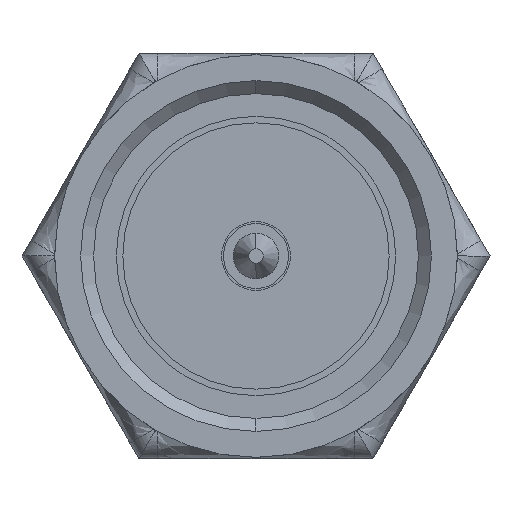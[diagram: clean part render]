
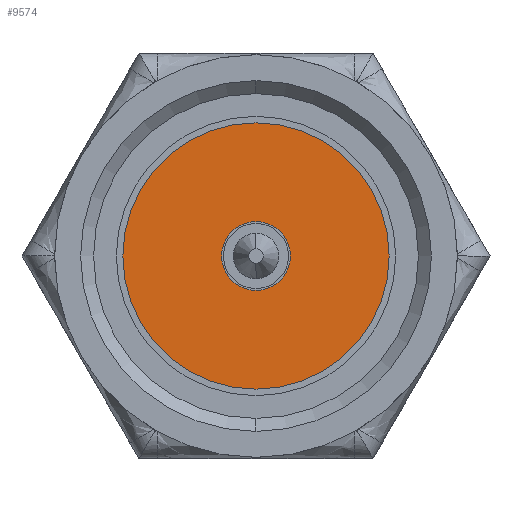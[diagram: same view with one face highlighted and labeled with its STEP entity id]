
A CAD part, left-side view. The second image highlights one B-rep face of the part: STEP entity #9574.
In plain terms, the highlighted face is planar.
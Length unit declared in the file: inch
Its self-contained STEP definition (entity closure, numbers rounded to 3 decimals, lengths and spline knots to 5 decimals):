
#380 = CARTESIAN_POINT ( 'NONE',  ( 0., 0.0865, 0.1025 ) ) ;
#389 = CARTESIAN_POINT ( 'NONE',  ( 0., 0.0865, -0.1025 ) ) ;
#453 = CARTESIAN_POINT ( 'NONE',  ( 0., 0.0865, 0. ) ) ;
#613 = DIRECTION ( 'NONE',  ( 0., 0., 1. ) ) ;
#614 = DIRECTION ( 'NONE',  ( 0., 1., 0. ) ) ;
#615 = AXIS2_PLACEMENT_3D ( 'NONE', #453, #614, #613 ) ;
#616 = CIRCLE ( 'NONE', #615, 0.1025 ) ;
#1198 = CARTESIAN_POINT ( 'NONE',  ( 0., 0.0865, -0.0265 ) ) ;
#2476 = DIRECTION ( 'NONE',  ( 0., 1., 0. ) ) ;
#2482 = CARTESIAN_POINT ( 'NONE',  ( 0., 0.0865, 0. ) ) ;
#2493 = CARTESIAN_POINT ( 'NONE',  ( 0., 0.0865, 0.0265 ) ) ;
#2503 = AXIS2_PLACEMENT_3D ( 'NONE', #2482, #2476, #2535 ) ;
#2535 = DIRECTION ( 'NONE',  ( 0., 0., 1. ) ) ;
#2551 = CIRCLE ( 'NONE', #2503, 0.0265 ) ;
#4141 = DIRECTION ( 'NONE',  ( 0., 0., 1. ) ) ;
#4148 = DIRECTION ( 'NONE',  ( 0., 1., 0. ) ) ;
#4149 = CARTESIAN_POINT ( 'NONE',  ( 0., 0.0865, 0. ) ) ;
#4220 = DIRECTION ( 'NONE',  ( 0., 0., 1. ) ) ;
#4221 = DIRECTION ( 'NONE',  ( 0., 1., 0. ) ) ;
#4226 = AXIS2_PLACEMENT_3D ( 'NONE', #4230, #4221, #4220 ) ;
#4230 = CARTESIAN_POINT ( 'NONE',  ( 0., 0.0865, 0. ) ) ;
#4241 = FACE_OUTER_BOUND ( 'NONE', #9701, .T. ) ;
#4242 = PLANE ( 'NONE',  #4289 ) ;
#4287 = FACE_BOUND ( 'NONE', #9571, .T. ) ;
#4289 = AXIS2_PLACEMENT_3D ( 'NONE', #4149, #4148, #4141 ) ;
#4291 = CIRCLE ( 'NONE', #4226, 0.1025 ) ;
#4649 = DIRECTION ( 'NONE',  ( 0., 0., 1. ) ) ;
#4658 = DIRECTION ( 'NONE',  ( 0., 1., 0. ) ) ;
#4660 = CARTESIAN_POINT ( 'NONE',  ( 0., 0.0865, 0. ) ) ;
#4665 = CIRCLE ( 'NONE', #4675, 0.0265 ) ;
#4675 = AXIS2_PLACEMENT_3D ( 'NONE', #4660, #4658, #4649 ) ;
#8351 = EDGE_CURVE ( 'NONE', #8850, #8354, #2551, .T. ) ;
#8354 = VERTEX_POINT ( 'NONE', #2493 ) ;
#8523 = VERTEX_POINT ( 'NONE', #389 ) ;
#8524 = VERTEX_POINT ( 'NONE', #380 ) ;
#8531 = EDGE_CURVE ( 'NONE', #8523, #8524, #616, .T. ) ;
#8850 = VERTEX_POINT ( 'NONE', #1198 ) ;
#9501 = ORIENTED_EDGE ( 'NONE', *, *, #9698, .F. ) ;
#9502 = ORIENTED_EDGE ( 'NONE', *, *, #8531, .T. ) ;
#9504 = ORIENTED_EDGE ( 'NONE', *, *, #9599, .T. ) ;
#9571 = EDGE_LOOP ( 'NONE', ( #9501, #9575 ) ) ;
#9574 = ADVANCED_FACE ( 'NONE', ( #4287, #4241 ), #4242, .T. ) ;
#9575 = ORIENTED_EDGE ( 'NONE', *, *, #8351, .F. ) ;
#9599 = EDGE_CURVE ( 'NONE', #8524, #8523, #4291, .T. ) ;
#9698 = EDGE_CURVE ( 'NONE', #8354, #8850, #4665, .T. ) ;
#9701 = EDGE_LOOP ( 'NONE', ( #9504, #9502 ) ) ;
